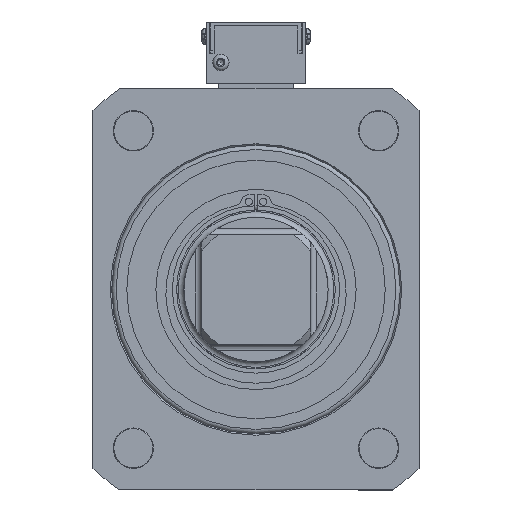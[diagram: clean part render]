
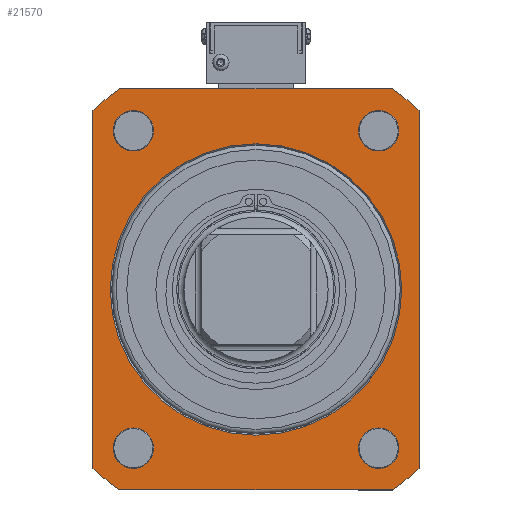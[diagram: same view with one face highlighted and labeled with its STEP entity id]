
A CAD part, front view. The second image highlights one B-rep face of the part: STEP entity #21570.
In plain terms, the highlighted planar face has unit normal (0, -1, 0).
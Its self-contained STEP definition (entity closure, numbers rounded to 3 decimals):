
#474=FACE_BOUND('',#3719,.T.);
#475=FACE_BOUND('',#3720,.T.);
#476=FACE_BOUND('',#3721,.T.);
#477=FACE_BOUND('',#3722,.T.);
#478=FACE_BOUND('',#3723,.T.);
#1098=PLANE('',#23615);
#2431=FACE_OUTER_BOUND('',#3718,.T.);
#3718=EDGE_LOOP('',(#19363,#19364,#19365,#19366,#19367,#19368,#19369,#19370));
#3719=EDGE_LOOP('',(#19371));
#3720=EDGE_LOOP('',(#19372));
#3721=EDGE_LOOP('',(#19373));
#3722=EDGE_LOOP('',(#19374));
#3723=EDGE_LOOP('',(#19375));
#4755=CIRCLE('',#23614,50.5);
#4756=CIRCLE('',#23616,84.);
#4757=CIRCLE('',#23617,84.);
#4758=CIRCLE('',#23618,84.);
#4759=CIRCLE('',#23619,84.);
#4760=CIRCLE('',#23620,7.);
#4761=CIRCLE('',#23621,7.);
#4762=CIRCLE('',#23622,7.);
#4763=CIRCLE('',#23623,7.);
#6597=LINE('',#36943,#8460);
#6598=LINE('',#36947,#8461);
#6599=LINE('',#36951,#8462);
#6600=LINE('',#36955,#8463);
#8460=VECTOR('',#29337,10.);
#8461=VECTOR('',#29340,10.);
#8462=VECTOR('',#29343,10.);
#8463=VECTOR('',#29346,10.);
#10406=VERTEX_POINT('',#36937);
#10407=VERTEX_POINT('',#36941);
#10408=VERTEX_POINT('',#36942);
#10409=VERTEX_POINT('',#36944);
#10410=VERTEX_POINT('',#36946);
#10411=VERTEX_POINT('',#36948);
#10412=VERTEX_POINT('',#36950);
#10413=VERTEX_POINT('',#36952);
#10414=VERTEX_POINT('',#36954);
#10415=VERTEX_POINT('',#36957);
#10416=VERTEX_POINT('',#36959);
#10417=VERTEX_POINT('',#36961);
#10418=VERTEX_POINT('',#36963);
#13448=EDGE_CURVE('',#10406,#10406,#4755,.T.);
#13450=EDGE_CURVE('',#10407,#10408,#6597,.T.);
#13451=EDGE_CURVE('',#10409,#10408,#4756,.T.);
#13452=EDGE_CURVE('',#10409,#10410,#6598,.T.);
#13453=EDGE_CURVE('',#10411,#10410,#4757,.T.);
#13454=EDGE_CURVE('',#10411,#10412,#6599,.T.);
#13455=EDGE_CURVE('',#10413,#10412,#4758,.T.);
#13456=EDGE_CURVE('',#10413,#10414,#6600,.T.);
#13457=EDGE_CURVE('',#10407,#10414,#4759,.T.);
#13458=EDGE_CURVE('',#10415,#10415,#4760,.T.);
#13459=EDGE_CURVE('',#10416,#10416,#4761,.T.);
#13460=EDGE_CURVE('',#10417,#10417,#4762,.T.);
#13461=EDGE_CURVE('',#10418,#10418,#4763,.T.);
#19363=ORIENTED_EDGE('',*,*,#13450,.T.);
#19364=ORIENTED_EDGE('',*,*,#13451,.F.);
#19365=ORIENTED_EDGE('',*,*,#13452,.T.);
#19366=ORIENTED_EDGE('',*,*,#13453,.F.);
#19367=ORIENTED_EDGE('',*,*,#13454,.T.);
#19368=ORIENTED_EDGE('',*,*,#13455,.F.);
#19369=ORIENTED_EDGE('',*,*,#13456,.T.);
#19370=ORIENTED_EDGE('',*,*,#13457,.F.);
#19371=ORIENTED_EDGE('',*,*,#13458,.T.);
#19372=ORIENTED_EDGE('',*,*,#13459,.T.);
#19373=ORIENTED_EDGE('',*,*,#13460,.T.);
#19374=ORIENTED_EDGE('',*,*,#13461,.T.);
#19375=ORIENTED_EDGE('',*,*,#13448,.F.);
#21570=ADVANCED_FACE('',(#2431,#474,#475,#476,#477,#478),#1098,.T.);
#23614=AXIS2_PLACEMENT_3D('',#36938,#29332,#29333);
#23615=AXIS2_PLACEMENT_3D('',#36940,#29335,#29336);
#23616=AXIS2_PLACEMENT_3D('',#36945,#29338,#29339);
#23617=AXIS2_PLACEMENT_3D('',#36949,#29341,#29342);
#23618=AXIS2_PLACEMENT_3D('',#36953,#29344,#29345);
#23619=AXIS2_PLACEMENT_3D('',#36956,#29347,#29348);
#23620=AXIS2_PLACEMENT_3D('',#36958,#29349,#29350);
#23621=AXIS2_PLACEMENT_3D('',#36960,#29351,#29352);
#23622=AXIS2_PLACEMENT_3D('',#36962,#29353,#29354);
#23623=AXIS2_PLACEMENT_3D('',#36964,#29355,#29356);
#29332=DIRECTION('center_axis',(0.,-1.,0.));
#29333=DIRECTION('ref_axis',(1.,0.,0.));
#29335=DIRECTION('center_axis',(0.,-1.,0.));
#29336=DIRECTION('ref_axis',(0.,0.,1.));
#29337=DIRECTION('',(0.,0.,1.));
#29338=DIRECTION('center_axis',(0.,1.,0.));
#29339=DIRECTION('ref_axis',(0.,0.,-1.));
#29340=DIRECTION('',(-1.,0.,0.));
#29341=DIRECTION('center_axis',(0.,1.,0.));
#29342=DIRECTION('ref_axis',(0.,0.,-1.));
#29343=DIRECTION('',(0.,0.,-1.));
#29344=DIRECTION('center_axis',(0.,1.,0.));
#29345=DIRECTION('ref_axis',(0.,0.,-1.));
#29346=DIRECTION('',(1.,0.,0.));
#29347=DIRECTION('center_axis',(0.,1.,0.));
#29348=DIRECTION('ref_axis',(0.,0.,-1.));
#29349=DIRECTION('center_axis',(0.,1.,0.));
#29350=DIRECTION('ref_axis',(0.,0.,1.));
#29351=DIRECTION('center_axis',(0.,1.,0.));
#29352=DIRECTION('ref_axis',(0.,0.,1.));
#29353=DIRECTION('center_axis',(0.,1.,0.));
#29354=DIRECTION('ref_axis',(0.,0.,1.));
#29355=DIRECTION('center_axis',(0.,1.,0.));
#29356=DIRECTION('ref_axis',(0.,0.,1.));
#36937=CARTESIAN_POINT('',(-50.5,0.,0.));
#36938=CARTESIAN_POINT('Origin',(0.,0.,0.));
#36940=CARTESIAN_POINT('Origin',(-84.,0.,0.));
#36941=CARTESIAN_POINT('',(56.5,0.,-62.159));
#36942=CARTESIAN_POINT('',(56.5,0.,62.159));
#36943=CARTESIAN_POINT('',(56.5,0.,-31.08));
#36944=CARTESIAN_POINT('',(47.178,0.,69.5));
#36945=CARTESIAN_POINT('Origin',(0.,0.,0.));
#36946=CARTESIAN_POINT('',(-47.178,0.,69.5));
#36947=CARTESIAN_POINT('',(-18.411,0.,69.5));
#36948=CARTESIAN_POINT('',(-56.5,0.,62.159));
#36949=CARTESIAN_POINT('Origin',(0.,0.,0.));
#36950=CARTESIAN_POINT('',(-56.5,0.,-62.159));
#36951=CARTESIAN_POINT('',(-56.5,0.,31.08));
#36952=CARTESIAN_POINT('',(-47.178,0.,-69.5));
#36953=CARTESIAN_POINT('Origin',(0.,0.,0.));
#36954=CARTESIAN_POINT('',(47.178,0.,-69.5));
#36955=CARTESIAN_POINT('',(-65.589,0.,-69.5));
#36956=CARTESIAN_POINT('Origin',(0.,0.,0.));
#36957=CARTESIAN_POINT('',(42.5,0.,48.));
#36958=CARTESIAN_POINT('Origin',(42.5,0.,55.));
#36959=CARTESIAN_POINT('',(-42.5,0.,-62.));
#36960=CARTESIAN_POINT('Origin',(-42.5,0.,-55.));
#36961=CARTESIAN_POINT('',(-42.5,0.,48.));
#36962=CARTESIAN_POINT('Origin',(-42.5,0.,55.));
#36963=CARTESIAN_POINT('',(42.5,0.,-62.));
#36964=CARTESIAN_POINT('Origin',(42.5,0.,-55.));
